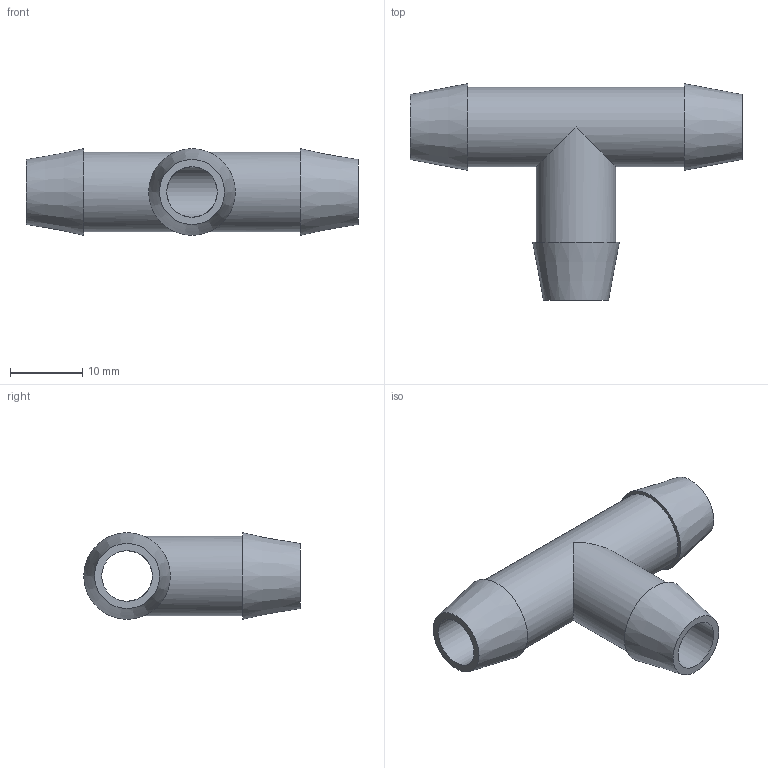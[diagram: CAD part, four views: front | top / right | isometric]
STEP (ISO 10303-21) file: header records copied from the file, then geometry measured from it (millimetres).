
FILE_DESCRIPTION(/* description */ (''),/* implementation_level */ '2;1');
FILE_NAME(/* name */ 't-piece.step',/* time_stamp */ '2025-06-25T09:34:29+02:00',/* author */ (''),/* organization */ (''),/* preprocessor_version */ 'ST-DEVELOPER v20',/* originating_system */ 'Autodesk Translation Framework v13.20.0.188',/* authorisation */ '');
FILE_SCHEMA (('AUTOMOTIVE_DESIGN { 1 0 10303 214 3 1 1 }'));
Length unit declared in the file: millimetre
Products named in the file (1): t_piece
Bounding box: 46 x 30 x 12 mm (x, y, z)
Volume: 3440.6 mm3; surface area: 3724.1 mm2
Topology: 1 solids, 1 shells, 13 faces, 29 edges, 20 vertices
Faces by surface type: plane 6, cylinder 4, cone 3
Full cylindrical faces by diameter (mm): 7 x2, 11 x2
Entity records: 420 total; most frequent: DIRECTION 77, CARTESIAN_POINT 63, ORIENTED_EDGE 58, AXIS2_PLACEMENT_3D 34, EDGE_CURVE 29, VERTEX_POINT 20, EDGE_LOOP 19, FACE_OUTER_BOUND 13
